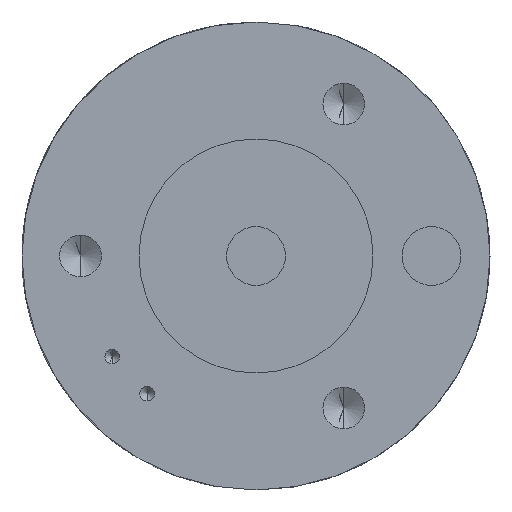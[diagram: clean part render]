
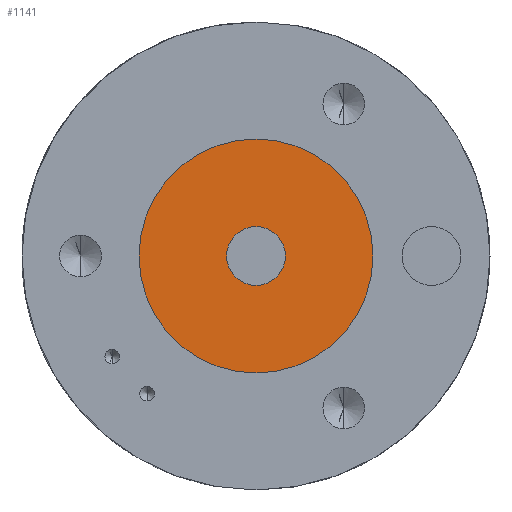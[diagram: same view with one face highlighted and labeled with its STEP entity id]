
A CAD part, front view. The second image highlights one B-rep face of the part: STEP entity #1141.
In plain terms, the highlighted planar face has unit normal (0, -1, 0).
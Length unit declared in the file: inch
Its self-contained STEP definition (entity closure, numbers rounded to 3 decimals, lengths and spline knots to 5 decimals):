
#168 = DIRECTION ( 'NONE',  ( 0., 0., 1. ) ) ;
#260 = EDGE_CURVE ( 'NONE', #735, #4588, #6559, .T. ) ;
#468 = FACE_OUTER_BOUND ( 'NONE', #2511, .T. ) ;
#570 = CARTESIAN_POINT ( 'NONE',  ( -0.01524, -0.63168, -0.05998 ) ) ;
#735 = VERTEX_POINT ( 'NONE', #5594 ) ;
#1001 = AXIS2_PLACEMENT_3D ( 'NONE', #570, #4525, #1135 ) ;
#1025 = AXIS2_PLACEMENT_3D ( 'NONE', #6921, #3550, #168 ) ;
#1135 = DIRECTION ( 'NONE',  ( 0., 0., 1. ) ) ;
#1141 = ADVANCED_FACE ( 'NONE', ( #3127, #468 ), #5807, .F. ) ;
#1296 = AXIS2_PLACEMENT_3D ( 'NONE', #4066, #2421, #6354 ) ;
#1565 = DIRECTION ( 'NONE',  ( 0., 1., 0. ) ) ;
#2209 = CIRCLE ( 'NONE', #1001, 0.25 ) ;
#2287 = ORIENTED_EDGE ( 'NONE', *, *, #2777, .T. ) ;
#2421 = DIRECTION ( 'NONE',  ( 0., 1., 0. ) ) ;
#2486 = CARTESIAN_POINT ( 'NONE',  ( -0.01524, -0.63168, -0.30998 ) ) ;
#2511 = EDGE_LOOP ( 'NONE', ( #3306, #5620 ) ) ;
#2777 = EDGE_CURVE ( 'NONE', #4588, #735, #5941, .T. ) ;
#3127 = FACE_BOUND ( 'NONE', #5742, .T. ) ;
#3224 = CARTESIAN_POINT ( 'NONE',  ( -0.01524, -0.63168, -0.05998 ) ) ;
#3240 = VERTEX_POINT ( 'NONE', #5249 ) ;
#3271 = ORIENTED_EDGE ( 'NONE', *, *, #260, .T. ) ;
#3306 = ORIENTED_EDGE ( 'NONE', *, *, #5368, .F. ) ;
#3550 = DIRECTION ( 'NONE',  ( 0., 1., 0. ) ) ;
#3797 = DIRECTION ( 'NONE',  ( 0., 0., 1. ) ) ;
#4066 = CARTESIAN_POINT ( 'NONE',  ( -0.01524, -0.63168, -0.05998 ) ) ;
#4525 = DIRECTION ( 'NONE',  ( 0., 1., 0. ) ) ;
#4588 = VERTEX_POINT ( 'NONE', #5626 ) ;
#4655 = EDGE_CURVE ( 'NONE', #3240, #7253, #2209, .T. ) ;
#4953 = CARTESIAN_POINT ( 'NONE',  ( -0.01524, -0.63168, -0.05998 ) ) ;
#5249 = CARTESIAN_POINT ( 'NONE',  ( -0.01524, -0.63168, 0.19002 ) ) ;
#5368 = EDGE_CURVE ( 'NONE', #7253, #3240, #6465, .T. ) ;
#5539 = DIRECTION ( 'NONE',  ( 0., 0., 1. ) ) ;
#5594 = CARTESIAN_POINT ( 'NONE',  ( -0.01524, -0.63168, -0.12273 ) ) ;
#5620 = ORIENTED_EDGE ( 'NONE', *, *, #4655, .F. ) ;
#5626 = CARTESIAN_POINT ( 'NONE',  ( -0.01524, -0.63168, 0.00277 ) ) ;
#5742 = EDGE_LOOP ( 'NONE', ( #3271, #2287 ) ) ;
#5759 = AXIS2_PLACEMENT_3D ( 'NONE', #3224, #7157, #3797 ) ;
#5807 = PLANE ( 'NONE',  #1296 ) ;
#5941 = CIRCLE ( 'NONE', #1025, 0.06275 ) ;
#6354 = DIRECTION ( 'NONE',  ( 0., 0., 1. ) ) ;
#6465 = CIRCLE ( 'NONE', #6662, 0.25 ) ;
#6559 = CIRCLE ( 'NONE', #5759, 0.06275 ) ;
#6662 = AXIS2_PLACEMENT_3D ( 'NONE', #4953, #1565, #5539 ) ;
#6921 = CARTESIAN_POINT ( 'NONE',  ( -0.01524, -0.63168, -0.05998 ) ) ;
#7157 = DIRECTION ( 'NONE',  ( 0., 1., 0. ) ) ;
#7253 = VERTEX_POINT ( 'NONE', #2486 ) ;
